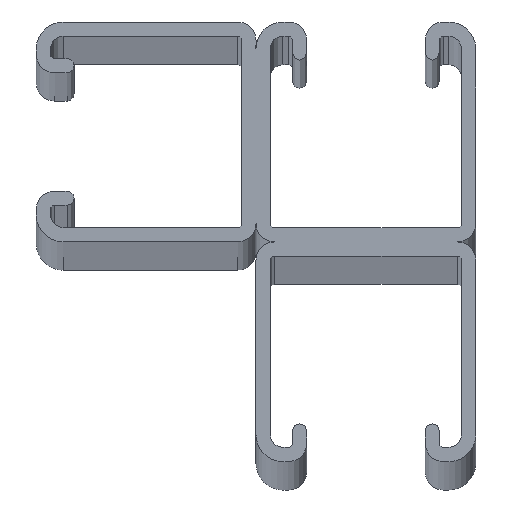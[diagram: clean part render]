
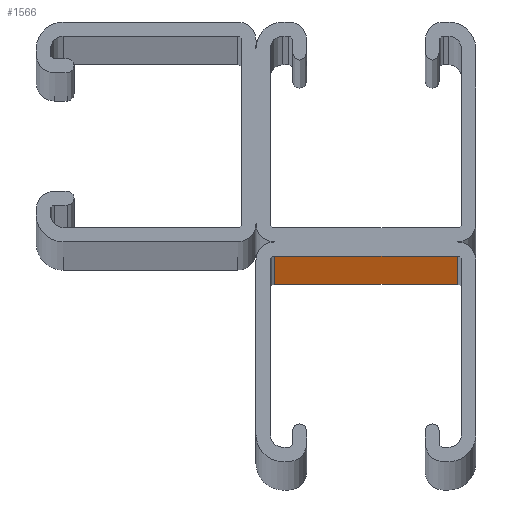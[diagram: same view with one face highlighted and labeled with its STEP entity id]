
A CAD part, top view. The second image highlights one B-rep face of the part: STEP entity #1566.
In plain terms, the highlighted planar face has unit normal (0, -1, 0).
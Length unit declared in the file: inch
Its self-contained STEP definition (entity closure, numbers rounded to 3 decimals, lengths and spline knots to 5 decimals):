
#774=VERTEX_POINT('',#1977);
#866=VERTEX_POINT('',#2073);
#1116=VERTEX_POINT('',#2342);
#1410=EDGE_CURVE('',#1694,#1116,#2654,.T.);
#1440=EDGE_CURVE('',#866,#774,#2685,.T.);
#1566=ADVANCED_FACE('',(#2823),#2824,.T.);
#1654=EDGE_CURVE('',#1694,#774,#2921,.T.);
#1694=VERTEX_POINT('',#2965);
#1774=EDGE_CURVE('',#1116,#866,#3049,.T.);
#1977=CARTESIAN_POINT('',(-0.67625,-0.105,120.0));
#2073=CARTESIAN_POINT('',(0.67625,-0.105,120.0));
#2342=CARTESIAN_POINT('',(0.67625,-0.105,0.0));
#2654=LINE('',#4376,#4377);
#2685=LINE('',#4423,#4424);
#2823=FACE_OUTER_BOUND('',#4618,.T.);
#2824=PLANE('',#4619);
#2921=LINE('',#4758,#4759);
#2965=CARTESIAN_POINT('',(-0.67625,-0.105,0.0));
#3049=LINE('',#4928,#4929);
#4376=CARTESIAN_POINT('',(-0.67625,-0.105,0.0));
#4377=VECTOR('',#5960,1.0);
#4423=CARTESIAN_POINT('',(-0.67625,-0.105,120.0));
#4424=VECTOR('',#5986,1.0);
#4618=EDGE_LOOP('',(#6147,#6148,#6149,#6150));
#4619=AXIS2_PLACEMENT_3D('',#6151,#6152,#6153);
#4758=CARTESIAN_POINT('',(-0.67625,-0.105,0.0));
#4759=VECTOR('',#6264,1.0);
#4928=CARTESIAN_POINT('',(0.67625,-0.105,0.0));
#4929=VECTOR('',#6458,1.0);
#5960=DIRECTION('',(1.0,0.,0.0));
#5986=DIRECTION('',(-1.0,0.,0.0));
#6147=ORIENTED_EDGE('',*,*,#1440,.T.);
#6148=ORIENTED_EDGE('',*,*,#1654,.F.);
#6149=ORIENTED_EDGE('',*,*,#1410,.T.);
#6150=ORIENTED_EDGE('',*,*,#1774,.T.);
#6151=CARTESIAN_POINT('',(0.,-0.105,0.0));
#6152=DIRECTION('',(0.,-1.0,0.0));
#6153=DIRECTION('',(1.0,0.,0.0));
#6264=DIRECTION('',(0.0,0.0,1.0));
#6458=DIRECTION('',(0.0,0.0,1.0));
